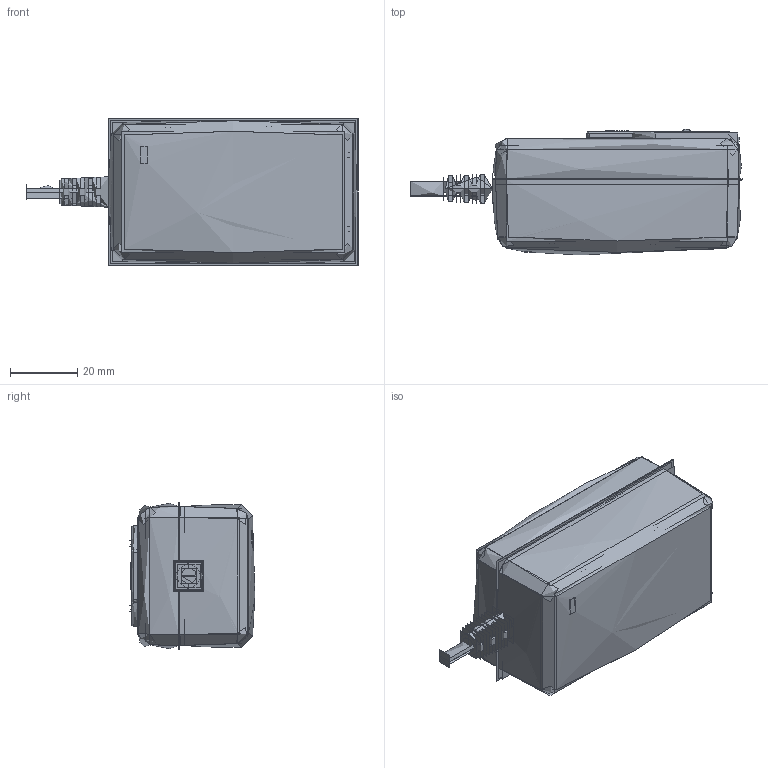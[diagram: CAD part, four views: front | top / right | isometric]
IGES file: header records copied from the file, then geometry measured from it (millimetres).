
Start section:  PTC IGES file: GTM96180-WALL-PLUG.igs
Global section: file name: GTM96180-WALL-PLUG.igs; native system: Pro/ENGINEER by Parametric Technology Corporation; preprocessor: 2010280; author: Administrator; organization: Unknown; date: 20180424.151309; units: millimetre
Bounding box: 98.51 x 37.33 x 43.5 mm (x, y, z)
Surface area: 161404.7 mm2 (no closed solid volume)
Topology: 0 solids, 0 shells, 2200 faces, 15616 edges, 15615 vertices
Faces by surface type: bspline 2200
